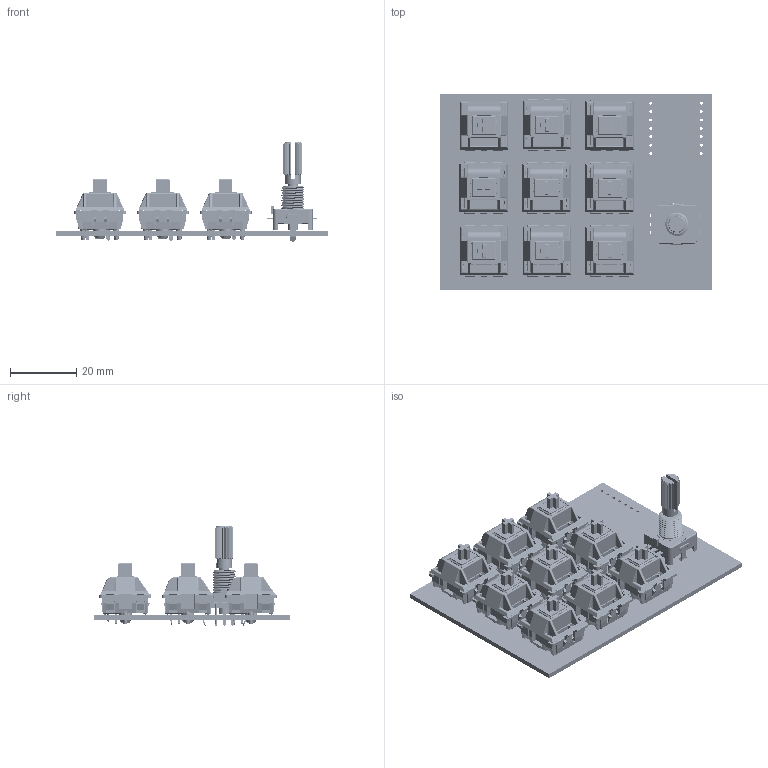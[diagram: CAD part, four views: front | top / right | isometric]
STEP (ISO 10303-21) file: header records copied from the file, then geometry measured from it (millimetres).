
FILE_DESCRIPTION(('KiCad electronic assembly'),'2;1');
FILE_NAME('com_hackpad.step','2025-02-07T21:36:19',('Pcbnew'),('Kicad'), 'Open CASCADE STEP processor 7.8','KiCad to STEP converter','Unknown' );
FILE_SCHEMA(('AUTOMOTIVE_DESIGN { 1 0 10303 214 1 1 1 1 }'));
Length unit declared in the file: millimetre
Products named in the file (5): com_hackpad 1; MX_PCB; EC11_Rotary_Encoder_Switched; completed_hackpad_PCB; com_hackpad 2
Assembly tree (11 placements, depth 2):
  com_hackpad 1
    MX_PCB  x9
    EC11_Rotary_Encoder_Switched
    completed_hackpad_PCB
  com_hackpad 2
Bounding box: 82.5 x 59.5 x 30.08 mm (x, y, z)
Volume: 17228.5 mm3; surface area: 42014.8 mm2
Topology: 74 solids, 74 shells, 9117 faces, 23970 edges, 15103 vertices
Faces by surface type: plane 5622, cylinder 2481, torus 348, bspline 307, sphere 234, cone 125
Full cylindrical faces by diameter (mm): 0.889 x14, 1 x5, 1.5 x18, 1.75 x18, 3 x2, 4 x9, 4.7 x1, 7 x8
Entity records: 70991 total; most frequent: CARTESIAN_POINT 21360, ORIENTED_EDGE 8236, DIRECTION 7868, EDGE_CURVE 4118, LINE 2836, VECTOR 2836, VERTEX_POINT 2599, AXIS2_PLACEMENT_3D 2516
